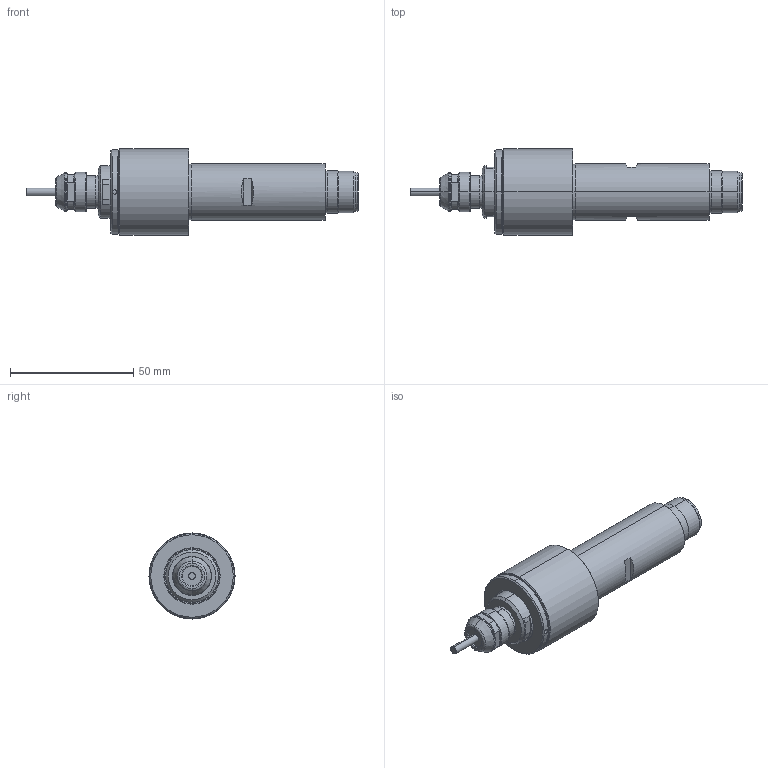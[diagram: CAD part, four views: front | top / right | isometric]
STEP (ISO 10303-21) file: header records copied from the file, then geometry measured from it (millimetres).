
FILE_DESCRIPTION (( 'STEP AP203' ), '1' );
FILE_NAME ('NRR-311 ASSY.STEP', '2015-11-02T08:34:44', ( '株式会社ナカニシ' ), ( 'Microsoft' ), 'SwSTEP 2.0', 'SolidWorks 2013', '' );
FILE_SCHEMA (( 'CONFIG_CONTROL_DESIGN' ));
Length unit declared in the file: millimetre
Products named in the file (1): NRR-311 ASSY
Bounding box: 134.87 x 35 x 35 mm (x, y, z)
Surface area: 13257.4 mm2 (no closed solid volume)
Topology: 0 solids, 12 shells, 143 faces, 341 edges, 212 vertices
Faces by surface type: cone 48, cylinder 47, plane 40, torus 8
Entity records: 4286 total; most frequent: CARTESIAN_POINT 833, DIRECTION 787, ORIENTED_EDGE 617, EDGE_CURVE 341, AXIS2_PLACEMENT_3D 330, VERTEX_POINT 212, CIRCLE 186, EDGE_LOOP 162
